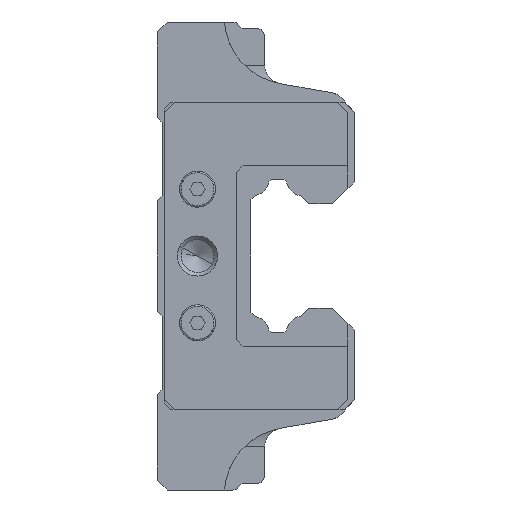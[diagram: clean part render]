
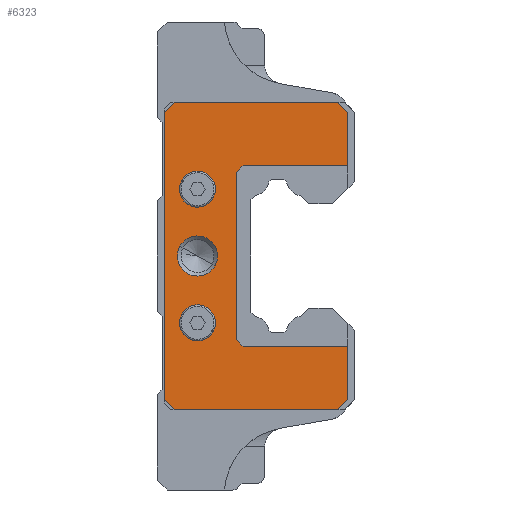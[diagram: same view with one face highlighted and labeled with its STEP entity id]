
A CAD part, left-side view. The second image highlights one B-rep face of the part: STEP entity #6323.
In plain terms, the highlighted planar face has unit normal (-1, 0, 0).
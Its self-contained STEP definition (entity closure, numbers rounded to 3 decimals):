
#200=CARTESIAN_POINT('Vertex',(-39.55,21.962,8.708)) ;
#203=CARTESIAN_POINT('Axis2P3D Location',(-39.55,24.327,10.)) ;
#207=CARTESIAN_POINT('Vertex',(-39.55,26.692,11.292)) ;
#222=CARTESIAN_POINT('Axis2P3D Location',(-39.55,24.327,10.)) ;
#252=CARTESIAN_POINT('Vertex',(-39.55,1.827,13.5)) ;
#255=CARTESIAN_POINT('Line Origine',(-39.55,9.669,13.5)) ;
#259=CARTESIAN_POINT('Vertex',(-39.55,17.51,13.5)) ;
#292=CARTESIAN_POINT('Vertex',(-39.55,17.51,-13.5)) ;
#295=CARTESIAN_POINT('Line Origine',(-39.55,9.669,-13.5)) ;
#299=CARTESIAN_POINT('Vertex',(-39.55,1.827,-13.5)) ;
#326=CARTESIAN_POINT('Line Origine',(-39.55,18.01,13.)) ;
#330=CARTESIAN_POINT('Vertex',(-39.55,18.51,12.5)) ;
#361=CARTESIAN_POINT('Vertex',(-39.55,18.51,-12.5)) ;
#364=CARTESIAN_POINT('Line Origine',(-39.55,18.01,-13.)) ;
#386=CARTESIAN_POINT('Line Origine',(-39.55,18.51,0.)) ;
#451=CARTESIAN_POINT('Line Origine',(-39.55,15.574,23.)) ;
#455=CARTESIAN_POINT('Vertex',(-39.55,27.821,23.)) ;
#457=CARTESIAN_POINT('Vertex',(-39.55,3.327,23.)) ;
#741=CARTESIAN_POINT('Vertex',(-39.55,29.321,21.5)) ;
#744=CARTESIAN_POINT('Line Origine',(-39.55,28.571,22.25)) ;
#808=CARTESIAN_POINT('Vertex',(-39.55,1.827,21.5)) ;
#816=CARTESIAN_POINT('Line Origine',(-39.55,2.577,22.25)) ;
#872=CARTESIAN_POINT('Line Origine',(-39.55,15.574,-23.)) ;
#876=CARTESIAN_POINT('Vertex',(-39.55,3.327,-23.)) ;
#878=CARTESIAN_POINT('Vertex',(-39.55,27.821,-23.)) ;
#939=CARTESIAN_POINT('Vertex',(-39.55,1.827,-21.5)) ;
#942=CARTESIAN_POINT('Line Origine',(-39.55,2.577,-22.25)) ;
#2033=CARTESIAN_POINT('Line Origine',(-39.55,29.321,0.)) ;
#2037=CARTESIAN_POINT('Vertex',(-39.55,29.321,-21.5)) ;
#2097=CARTESIAN_POINT('Line Origine',(-39.55,28.571,-22.25)) ;
#5162=CARTESIAN_POINT('Line Origine',(-39.55,1.827,-17.5)) ;
#5195=CARTESIAN_POINT('Line Origine',(-39.55,1.827,17.5)) ;
#5821=CARTESIAN_POINT('Vertex',(-39.55,26.692,-8.708)) ;
#5824=CARTESIAN_POINT('Axis2P3D Location',(-39.55,24.327,-10.)) ;
#5828=CARTESIAN_POINT('Vertex',(-39.55,21.962,-11.292)) ;
#5850=CARTESIAN_POINT('Axis2P3D Location',(-39.55,24.327,-10.)) ;
#6276=CARTESIAN_POINT('Axis2P3D Location',(-39.55,0.,0.)) ;
#6297=CARTESIAN_POINT('Axis2P3D Location',(-39.55,24.327,0.)) ;
#6301=CARTESIAN_POINT('Vertex',(-39.55,21.694,-1.438)) ;
#6303=CARTESIAN_POINT('Vertex',(-39.55,26.96,1.438)) ;
#6306=CARTESIAN_POINT('Axis2P3D Location',(-39.55,24.327,0.)) ;
#204=DIRECTION('Axis2P3D Direction',(1.,0.,0.)) ;
#223=DIRECTION('Axis2P3D Direction',(1.,0.,0.)) ;
#256=DIRECTION('Vector Direction',(0.,-1.,0.)) ;
#296=DIRECTION('Vector Direction',(0.,1.,0.)) ;
#327=DIRECTION('Vector Direction',(0.,-0.707,0.707)) ;
#365=DIRECTION('Vector Direction',(0.,0.707,0.707)) ;
#387=DIRECTION('Vector Direction',(0.,0.,1.)) ;
#452=DIRECTION('Vector Direction',(0.,-1.,0.)) ;
#745=DIRECTION('Vector Direction',(0.,0.707,-0.707)) ;
#817=DIRECTION('Vector Direction',(0.,-0.707,-0.707)) ;
#873=DIRECTION('Vector Direction',(0.,1.,0.)) ;
#943=DIRECTION('Vector Direction',(0.,-0.707,0.707)) ;
#2034=DIRECTION('Vector Direction',(0.,0.,1.)) ;
#2098=DIRECTION('Vector Direction',(0.,0.707,0.707)) ;
#5163=DIRECTION('Vector Direction',(0.,0.,-1.)) ;
#5196=DIRECTION('Vector Direction',(0.,0.,-1.)) ;
#5825=DIRECTION('Axis2P3D Direction',(1.,0.,0.)) ;
#5851=DIRECTION('Axis2P3D Direction',(1.,0.,0.)) ;
#6277=DIRECTION('Axis2P3D Direction',(1.,-0.,0.)) ;
#6278=DIRECTION('Axis2P3D XDirection',(0.,0.,-1.)) ;
#6298=DIRECTION('Axis2P3D Direction',(1.,-0.,0.)) ;
#6307=DIRECTION('Axis2P3D Direction',(1.,-0.,0.)) ;
#205=AXIS2_PLACEMENT_3D('Circle Axis2P3D',#203,#204,$) ;
#224=AXIS2_PLACEMENT_3D('Circle Axis2P3D',#222,#223,$) ;
#5826=AXIS2_PLACEMENT_3D('Circle Axis2P3D',#5824,#5825,$) ;
#5852=AXIS2_PLACEMENT_3D('Circle Axis2P3D',#5850,#5851,$) ;
#6279=AXIS2_PLACEMENT_3D('Plane Axis2P3D',#6276,#6277,#6278) ;
#6299=AXIS2_PLACEMENT_3D('Circle Axis2P3D',#6297,#6298,$) ;
#6308=AXIS2_PLACEMENT_3D('Circle Axis2P3D',#6306,#6307,$) ;
#6282=ORIENTED_EDGE('',*,*,#301,.T.) ;
#6283=ORIENTED_EDGE('',*,*,#368,.T.) ;
#6284=ORIENTED_EDGE('',*,*,#390,.T.) ;
#6285=ORIENTED_EDGE('',*,*,#332,.T.) ;
#6286=ORIENTED_EDGE('',*,*,#261,.T.) ;
#6287=ORIENTED_EDGE('',*,*,#5199,.F.) ;
#6288=ORIENTED_EDGE('',*,*,#820,.F.) ;
#6289=ORIENTED_EDGE('',*,*,#459,.F.) ;
#6290=ORIENTED_EDGE('',*,*,#748,.T.) ;
#6291=ORIENTED_EDGE('',*,*,#2039,.F.) ;
#6292=ORIENTED_EDGE('',*,*,#2101,.F.) ;
#6293=ORIENTED_EDGE('',*,*,#880,.F.) ;
#6294=ORIENTED_EDGE('',*,*,#946,.T.) ;
#6295=ORIENTED_EDGE('',*,*,#5166,.F.) ;
#6312=ORIENTED_EDGE('',*,*,#6305,.T.) ;
#6313=ORIENTED_EDGE('',*,*,#6310,.T.) ;
#6316=ORIENTED_EDGE('',*,*,#209,.T.) ;
#6317=ORIENTED_EDGE('',*,*,#226,.T.) ;
#6320=ORIENTED_EDGE('',*,*,#5854,.T.) ;
#6321=ORIENTED_EDGE('',*,*,#5830,.T.) ;
#6314=FACE_BOUND('',#6311,.T.) ;
#6318=FACE_BOUND('',#6315,.T.) ;
#6322=FACE_BOUND('',#6319,.T.) ;
#257=VECTOR('Line Direction',#256,1.) ;
#297=VECTOR('Line Direction',#296,1.) ;
#328=VECTOR('Line Direction',#327,1.) ;
#366=VECTOR('Line Direction',#365,1.) ;
#388=VECTOR('Line Direction',#387,1.) ;
#453=VECTOR('Line Direction',#452,1.) ;
#746=VECTOR('Line Direction',#745,1.) ;
#818=VECTOR('Line Direction',#817,1.) ;
#874=VECTOR('Line Direction',#873,1.) ;
#944=VECTOR('Line Direction',#943,1.) ;
#2035=VECTOR('Line Direction',#2034,1.) ;
#2099=VECTOR('Line Direction',#2098,1.) ;
#5164=VECTOR('Line Direction',#5163,1.) ;
#5197=VECTOR('Line Direction',#5196,1.) ;
#6323=ADVANCED_FACE('HSV25CSS_Slider',(#6296,#6314,#6318,#6322),#6280,.F.) ;
#206=CIRCLE('generated circle',#205,2.695) ;
#225=CIRCLE('generated circle',#224,2.695) ;
#5827=CIRCLE('generated circle',#5826,2.695) ;
#5853=CIRCLE('generated circle',#5852,2.695) ;
#6300=CIRCLE('generated circle',#6299,3.) ;
#6309=CIRCLE('generated circle',#6308,3.) ;
#209=EDGE_CURVE('',#208,#201,#206,.T.) ;
#226=EDGE_CURVE('',#201,#208,#225,.T.) ;
#261=EDGE_CURVE('',#260,#253,#258,.T.) ;
#301=EDGE_CURVE('',#300,#293,#298,.T.) ;
#332=EDGE_CURVE('',#331,#260,#329,.T.) ;
#368=EDGE_CURVE('',#293,#362,#367,.T.) ;
#390=EDGE_CURVE('',#362,#331,#389,.T.) ;
#459=EDGE_CURVE('',#456,#458,#454,.T.) ;
#748=EDGE_CURVE('',#456,#742,#747,.T.) ;
#820=EDGE_CURVE('',#458,#809,#819,.T.) ;
#880=EDGE_CURVE('',#877,#879,#875,.T.) ;
#946=EDGE_CURVE('',#877,#940,#945,.T.) ;
#2039=EDGE_CURVE('',#2038,#742,#2036,.T.) ;
#2101=EDGE_CURVE('',#879,#2038,#2100,.T.) ;
#5166=EDGE_CURVE('',#300,#940,#5165,.T.) ;
#5199=EDGE_CURVE('',#809,#253,#5198,.T.) ;
#5830=EDGE_CURVE('',#5829,#5822,#5827,.T.) ;
#5854=EDGE_CURVE('',#5822,#5829,#5853,.T.) ;
#6305=EDGE_CURVE('',#6302,#6304,#6300,.T.) ;
#6310=EDGE_CURVE('',#6304,#6302,#6309,.T.) ;
#6281=EDGE_LOOP('',(#6282,#6283,#6284,#6285,#6286,#6287,#6288,#6289,#6290,#6291,#6292,#6293,#6294,#6295)) ;
#6311=EDGE_LOOP('',(#6312,#6313)) ;
#6315=EDGE_LOOP('',(#6316,#6317)) ;
#6319=EDGE_LOOP('',(#6320,#6321)) ;
#6296=FACE_OUTER_BOUND('',#6281,.T.) ;
#258=LINE('Line',#255,#257) ;
#298=LINE('Line',#295,#297) ;
#329=LINE('Line',#326,#328) ;
#367=LINE('Line',#364,#366) ;
#389=LINE('Line',#386,#388) ;
#454=LINE('Line',#451,#453) ;
#747=LINE('Line',#744,#746) ;
#819=LINE('Line',#816,#818) ;
#875=LINE('Line',#872,#874) ;
#945=LINE('Line',#942,#944) ;
#2036=LINE('Line',#2033,#2035) ;
#2100=LINE('Line',#2097,#2099) ;
#5165=LINE('Line',#5162,#5164) ;
#5198=LINE('Line',#5195,#5197) ;
#6280=PLANE('',#6279) ;
#201=VERTEX_POINT('',#200) ;
#208=VERTEX_POINT('',#207) ;
#253=VERTEX_POINT('',#252) ;
#260=VERTEX_POINT('',#259) ;
#293=VERTEX_POINT('',#292) ;
#300=VERTEX_POINT('',#299) ;
#331=VERTEX_POINT('',#330) ;
#362=VERTEX_POINT('',#361) ;
#456=VERTEX_POINT('',#455) ;
#458=VERTEX_POINT('',#457) ;
#742=VERTEX_POINT('',#741) ;
#809=VERTEX_POINT('',#808) ;
#877=VERTEX_POINT('',#876) ;
#879=VERTEX_POINT('',#878) ;
#940=VERTEX_POINT('',#939) ;
#2038=VERTEX_POINT('',#2037) ;
#5822=VERTEX_POINT('',#5821) ;
#5829=VERTEX_POINT('',#5828) ;
#6302=VERTEX_POINT('',#6301) ;
#6304=VERTEX_POINT('',#6303) ;
